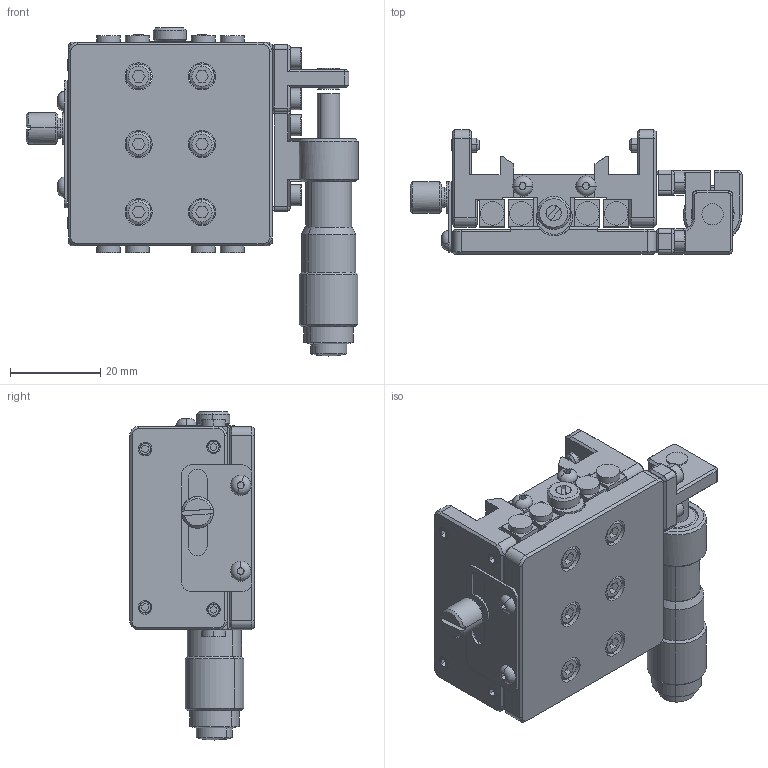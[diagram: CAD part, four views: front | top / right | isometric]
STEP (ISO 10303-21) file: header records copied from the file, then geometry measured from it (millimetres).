
FILE_DESCRIPTION (( 'STEP AP203' ), '1' );
FILE_NAME ('GCT-T13M 俋倛芞.STEP', '2018-10-24T07:34:28', ( 'china' ), ( 'china' ), 'SwSTEP 2.0', 'SolidWorks 2015', '' );
FILE_SCHEMA (( 'CONFIG_CONTROL_DESIGN' ));
Length unit declared in the file: millimetre
Products named in the file (1): GCT-T13M 俋倛芞
Bounding box: 73.4 x 27.5 x 72.53 mm (x, y, z)
Surface area: 24859.5 mm2 (no closed solid volume)
Topology: 0 solids, 54 shells, 737 faces, 2291 edges, 1601 vertices
Faces by surface type: plane 422, cylinder 165, cone 122, torus 22, bspline 6
Entity records: 26914 total; most frequent: CARTESIAN_POINT 6258, DIRECTION 4384, ORIENTED_EDGE 3832, EDGE_CURVE 2287, VERTEX_POINT 1601, AXIS2_PLACEMENT_3D 1483, VECTOR 1418, LINE 1418
